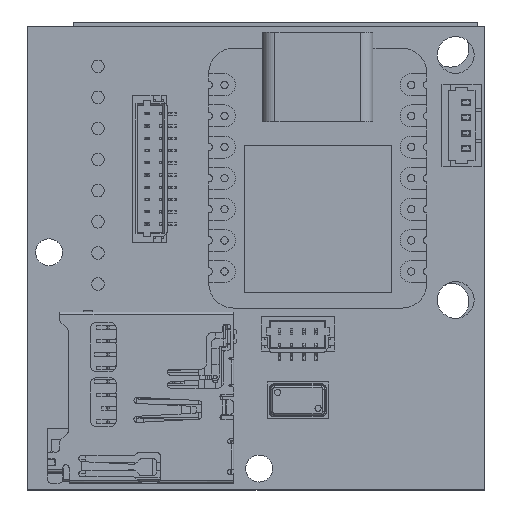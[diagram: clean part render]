
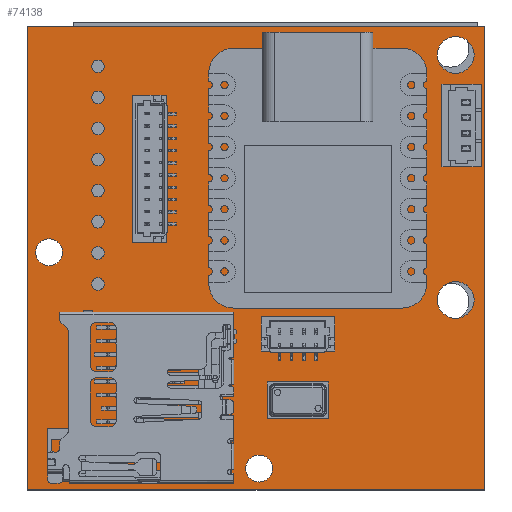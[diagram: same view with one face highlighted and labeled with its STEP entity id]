
A CAD part, top view. The second image highlights one B-rep face of the part: STEP entity #74138.
In plain terms, the highlighted planar face has unit normal (0, 0, 1).
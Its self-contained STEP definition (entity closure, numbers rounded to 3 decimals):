
#73850 = VERTEX_POINT('',#73851);
#73851 = CARTESIAN_POINT('',(18.634,-18.9,1.6));
#73857 = EDGE_CURVE('',#73850,#73858,#73860,.T.);
#73858 = VERTEX_POINT('',#73859);
#73859 = CARTESIAN_POINT('',(-18.634,-18.9,1.6));
#73860 = LINE('',#73861,#73862);
#73861 = CARTESIAN_POINT('',(18.634,-18.9,1.6));
#73862 = VECTOR('',#73863,1.);
#73863 = DIRECTION('',(-1.,0.,0.));
#73890 = VERTEX_POINT('',#73891);
#73891 = CARTESIAN_POINT('',(18.634,18.9,1.6));
#73897 = EDGE_CURVE('',#73890,#73850,#73898,.T.);
#73898 = LINE('',#73899,#73900);
#73899 = CARTESIAN_POINT('',(18.634,18.9,1.6));
#73900 = VECTOR('',#73901,1.);
#73901 = DIRECTION('',(0.,-1.,0.));
#73919 = EDGE_CURVE('',#73858,#73920,#73922,.T.);
#73920 = VERTEX_POINT('',#73921);
#73921 = CARTESIAN_POINT('',(-18.634,18.9,1.6));
#73922 = LINE('',#73923,#73924);
#73923 = CARTESIAN_POINT('',(-18.634,-18.9,1.6));
#73924 = VECTOR('',#73925,1.);
#73925 = DIRECTION('',(0.,1.,0.));
#74138 = ADVANCED_FACE('',(#74139,#74150,#74161,#74172,#74183,#74194,
    #74205,#74216,#74227,#74238,#74249,#74260,#74271,#74282,#74293,
    #74304,#74315),#74326,.T.);
#74139 = FACE_BOUND('',#74140,.T.);
#74140 = EDGE_LOOP('',(#74141,#74142,#74143,#74149));
#74141 = ORIENTED_EDGE('',*,*,#73857,.F.);
#74142 = ORIENTED_EDGE('',*,*,#73897,.F.);
#74143 = ORIENTED_EDGE('',*,*,#74144,.F.);
#74144 = EDGE_CURVE('',#73920,#73890,#74145,.T.);
#74145 = LINE('',#74146,#74147);
#74146 = CARTESIAN_POINT('',(-18.634,18.9,1.6));
#74147 = VECTOR('',#74148,1.);
#74148 = DIRECTION('',(1.,0.,0.));
#74149 = ORIENTED_EDGE('',*,*,#73919,.F.);
#74150 = FACE_BOUND('',#74151,.T.);
#74151 = EDGE_LOOP('',(#74152));
#74152 = ORIENTED_EDGE('',*,*,#74153,.T.);
#74153 = EDGE_CURVE('',#74154,#74154,#74156,.T.);
#74154 = VERTEX_POINT('',#74155);
#74155 = CARTESIAN_POINT('',(-12.898,-2.601,1.6));
#74156 = CIRCLE('',#74157,0.508);
#74157 = AXIS2_PLACEMENT_3D('',#74158,#74159,#74160);
#74158 = CARTESIAN_POINT('',(-12.898,-2.093,1.6));
#74159 = DIRECTION('',(-0.,0.,-1.));
#74160 = DIRECTION('',(-0.,-1.,0.));
#74161 = FACE_BOUND('',#74162,.T.);
#74162 = EDGE_LOOP('',(#74163));
#74163 = ORIENTED_EDGE('',*,*,#74164,.T.);
#74164 = EDGE_CURVE('',#74165,#74165,#74167,.T.);
#74165 = VERTEX_POINT('',#74166);
#74166 = CARTESIAN_POINT('',(0.267,-18.25,1.6));
#74167 = CIRCLE('',#74168,1.1);
#74168 = AXIS2_PLACEMENT_3D('',#74169,#74170,#74171);
#74169 = CARTESIAN_POINT('',(0.267,-17.15,1.6));
#74170 = DIRECTION('',(-0.,0.,-1.));
#74171 = DIRECTION('',(0.,-1.,-0.));
#74172 = FACE_BOUND('',#74173,.T.);
#74173 = EDGE_LOOP('',(#74174));
#74174 = ORIENTED_EDGE('',*,*,#74175,.T.);
#74175 = EDGE_CURVE('',#74176,#74176,#74178,.T.);
#74176 = VERTEX_POINT('',#74177);
#74177 = CARTESIAN_POINT('',(16.303,-4.893,1.6));
#74178 = CIRCLE('',#74179,1.5);
#74179 = AXIS2_PLACEMENT_3D('',#74180,#74181,#74182);
#74180 = CARTESIAN_POINT('',(16.303,-3.393,1.6));
#74181 = DIRECTION('',(-0.,0.,-1.));
#74182 = DIRECTION('',(-0.,-1.,0.));
#74183 = FACE_BOUND('',#74184,.T.);
#74184 = EDGE_LOOP('',(#74185));
#74185 = ORIENTED_EDGE('',*,*,#74186,.T.);
#74186 = EDGE_CURVE('',#74187,#74187,#74189,.T.);
#74187 = VERTEX_POINT('',#74188);
#74188 = CARTESIAN_POINT('',(-16.884,-0.6,1.6));
#74189 = CIRCLE('',#74190,1.1);
#74190 = AXIS2_PLACEMENT_3D('',#74191,#74192,#74193);
#74191 = CARTESIAN_POINT('',(-16.884,0.5,1.6));
#74192 = DIRECTION('',(-0.,0.,-1.));
#74193 = DIRECTION('',(0.,-1.,0.));
#74194 = FACE_BOUND('',#74195,.T.);
#74195 = EDGE_LOOP('',(#74196));
#74196 = ORIENTED_EDGE('',*,*,#74197,.T.);
#74197 = EDGE_CURVE('',#74198,#74198,#74200,.T.);
#74198 = VERTEX_POINT('',#74199);
#74199 = CARTESIAN_POINT('',(-12.898,-0.061,1.6));
#74200 = CIRCLE('',#74201,0.508);
#74201 = AXIS2_PLACEMENT_3D('',#74202,#74203,#74204);
#74202 = CARTESIAN_POINT('',(-12.898,0.447,1.6));
#74203 = DIRECTION('',(-0.,0.,-1.));
#74204 = DIRECTION('',(-0.,-1.,0.));
#74205 = FACE_BOUND('',#74206,.T.);
#74206 = EDGE_LOOP('',(#74207));
#74207 = ORIENTED_EDGE('',*,*,#74208,.T.);
#74208 = EDGE_CURVE('',#74209,#74209,#74211,.T.);
#74209 = VERTEX_POINT('',#74210);
#74210 = CARTESIAN_POINT('',(-12.898,2.479,1.6));
#74211 = CIRCLE('',#74212,0.508);
#74212 = AXIS2_PLACEMENT_3D('',#74213,#74214,#74215);
#74213 = CARTESIAN_POINT('',(-12.898,2.987,1.6));
#74214 = DIRECTION('',(-0.,0.,-1.));
#74215 = DIRECTION('',(-0.,-1.,0.));
#74216 = FACE_BOUND('',#74217,.T.);
#74217 = EDGE_LOOP('',(#74218));
#74218 = ORIENTED_EDGE('',*,*,#74219,.T.);
#74219 = EDGE_CURVE('',#74220,#74220,#74222,.T.);
#74220 = VERTEX_POINT('',#74221);
#74221 = CARTESIAN_POINT('',(-12.898,5.019,1.6));
#74222 = CIRCLE('',#74223,0.508);
#74223 = AXIS2_PLACEMENT_3D('',#74224,#74225,#74226);
#74224 = CARTESIAN_POINT('',(-12.898,5.527,1.6));
#74225 = DIRECTION('',(-0.,0.,-1.));
#74226 = DIRECTION('',(-0.,-1.,0.));
#74227 = FACE_BOUND('',#74228,.T.);
#74228 = EDGE_LOOP('',(#74229));
#74229 = ORIENTED_EDGE('',*,*,#74230,.T.);
#74230 = EDGE_CURVE('',#74231,#74231,#74233,.T.);
#74231 = VERTEX_POINT('',#74232);
#74232 = CARTESIAN_POINT('',(-12.898,7.559,1.6));
#74233 = CIRCLE('',#74234,0.508);
#74234 = AXIS2_PLACEMENT_3D('',#74235,#74236,#74237);
#74235 = CARTESIAN_POINT('',(-12.898,8.067,1.6));
#74236 = DIRECTION('',(-0.,0.,-1.));
#74237 = DIRECTION('',(-0.,-1.,0.));
#74238 = FACE_BOUND('',#74239,.T.);
#74239 = EDGE_LOOP('',(#74240));
#74240 = ORIENTED_EDGE('',*,*,#74241,.T.);
#74241 = EDGE_CURVE('',#74242,#74242,#74244,.T.);
#74242 = VERTEX_POINT('',#74243);
#74243 = CARTESIAN_POINT('',(-12.898,10.099,1.6));
#74244 = CIRCLE('',#74245,0.508);
#74245 = AXIS2_PLACEMENT_3D('',#74246,#74247,#74248);
#74246 = CARTESIAN_POINT('',(-12.898,10.607,1.6));
#74247 = DIRECTION('',(-0.,0.,-1.));
#74248 = DIRECTION('',(-0.,-1.,0.));
#74249 = FACE_BOUND('',#74250,.T.);
#74250 = EDGE_LOOP('',(#74251));
#74251 = ORIENTED_EDGE('',*,*,#74252,.T.);
#74252 = EDGE_CURVE('',#74253,#74253,#74255,.T.);
#74253 = VERTEX_POINT('',#74254);
#74254 = CARTESIAN_POINT('',(-12.898,12.639,1.6));
#74255 = CIRCLE('',#74256,0.508);
#74256 = AXIS2_PLACEMENT_3D('',#74257,#74258,#74259);
#74257 = CARTESIAN_POINT('',(-12.898,13.147,1.6));
#74258 = DIRECTION('',(-0.,0.,-1.));
#74259 = DIRECTION('',(-0.,-1.,0.));
#74260 = FACE_BOUND('',#74261,.T.);
#74261 = EDGE_LOOP('',(#74262));
#74262 = ORIENTED_EDGE('',*,*,#74263,.T.);
#74263 = EDGE_CURVE('',#74264,#74264,#74266,.T.);
#74264 = VERTEX_POINT('',#74265);
#74265 = CARTESIAN_POINT('',(-12.898,15.179,1.6));
#74266 = CIRCLE('',#74267,0.508);
#74267 = AXIS2_PLACEMENT_3D('',#74268,#74269,#74270);
#74268 = CARTESIAN_POINT('',(-12.898,15.687,1.6));
#74269 = DIRECTION('',(-0.,0.,-1.));
#74270 = DIRECTION('',(-0.,-1.,0.));
#74271 = FACE_BOUND('',#74272,.T.);
#74272 = EDGE_LOOP('',(#74273));
#74273 = ORIENTED_EDGE('',*,*,#74274,.T.);
#74274 = EDGE_CURVE('',#74275,#74275,#74277,.T.);
#74275 = VERTEX_POINT('',#74276);
#74276 = CARTESIAN_POINT('',(17.13,8.726,1.6));
#74277 = CIRCLE('',#74278,0.25);
#74278 = AXIS2_PLACEMENT_3D('',#74279,#74280,#74281);
#74279 = CARTESIAN_POINT('',(17.13,8.976,1.6));
#74280 = DIRECTION('',(-0.,0.,-1.));
#74281 = DIRECTION('',(-0.,-1.,0.));
#74282 = FACE_BOUND('',#74283,.T.);
#74283 = EDGE_LOOP('',(#74284));
#74284 = ORIENTED_EDGE('',*,*,#74285,.T.);
#74285 = EDGE_CURVE('',#74286,#74286,#74288,.T.);
#74286 = VERTEX_POINT('',#74287);
#74287 = CARTESIAN_POINT('',(17.13,9.976,1.6));
#74288 = CIRCLE('',#74289,0.25);
#74289 = AXIS2_PLACEMENT_3D('',#74290,#74291,#74292);
#74290 = CARTESIAN_POINT('',(17.13,10.226,1.6));
#74291 = DIRECTION('',(-0.,0.,-1.));
#74292 = DIRECTION('',(-0.,-1.,0.));
#74293 = FACE_BOUND('',#74294,.T.);
#74294 = EDGE_LOOP('',(#74295));
#74295 = ORIENTED_EDGE('',*,*,#74296,.T.);
#74296 = EDGE_CURVE('',#74297,#74297,#74299,.T.);
#74297 = VERTEX_POINT('',#74298);
#74298 = CARTESIAN_POINT('',(17.13,11.226,1.6));
#74299 = CIRCLE('',#74300,0.25);
#74300 = AXIS2_PLACEMENT_3D('',#74301,#74302,#74303);
#74301 = CARTESIAN_POINT('',(17.13,11.476,1.6));
#74302 = DIRECTION('',(-0.,0.,-1.));
#74303 = DIRECTION('',(-0.,-1.,0.));
#74304 = FACE_BOUND('',#74305,.T.);
#74305 = EDGE_LOOP('',(#74306));
#74306 = ORIENTED_EDGE('',*,*,#74307,.T.);
#74307 = EDGE_CURVE('',#74308,#74308,#74310,.T.);
#74308 = VERTEX_POINT('',#74309);
#74309 = CARTESIAN_POINT('',(17.13,12.476,1.6));
#74310 = CIRCLE('',#74311,0.25);
#74311 = AXIS2_PLACEMENT_3D('',#74312,#74313,#74314);
#74312 = CARTESIAN_POINT('',(17.13,12.726,1.6));
#74313 = DIRECTION('',(-0.,0.,-1.));
#74314 = DIRECTION('',(-0.,-1.,0.));
#74315 = FACE_BOUND('',#74316,.T.);
#74316 = EDGE_LOOP('',(#74317));
#74317 = ORIENTED_EDGE('',*,*,#74318,.T.);
#74318 = EDGE_CURVE('',#74319,#74319,#74321,.T.);
#74319 = VERTEX_POINT('',#74320);
#74320 = CARTESIAN_POINT('',(16.303,15.107,1.6));
#74321 = CIRCLE('',#74322,1.5);
#74322 = AXIS2_PLACEMENT_3D('',#74323,#74324,#74325);
#74323 = CARTESIAN_POINT('',(16.303,16.607,1.6));
#74324 = DIRECTION('',(-0.,0.,-1.));
#74325 = DIRECTION('',(-0.,-1.,0.));
#74326 = PLANE('',#74327);
#74327 = AXIS2_PLACEMENT_3D('',#74328,#74329,#74330);
#74328 = CARTESIAN_POINT('',(0.,0.,1.6));
#74329 = DIRECTION('',(0.,0.,1.));
#74330 = DIRECTION('',(1.,0.,-0.));
